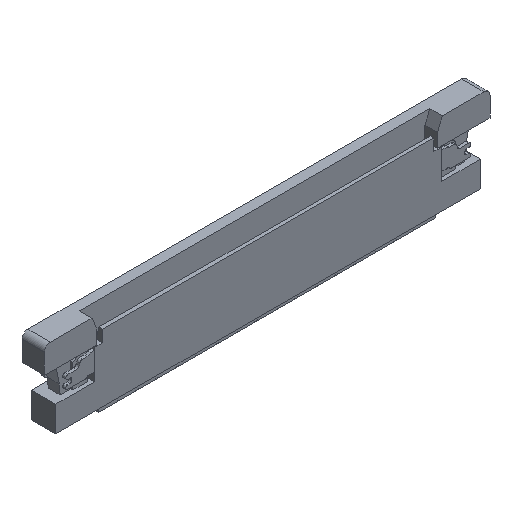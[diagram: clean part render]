
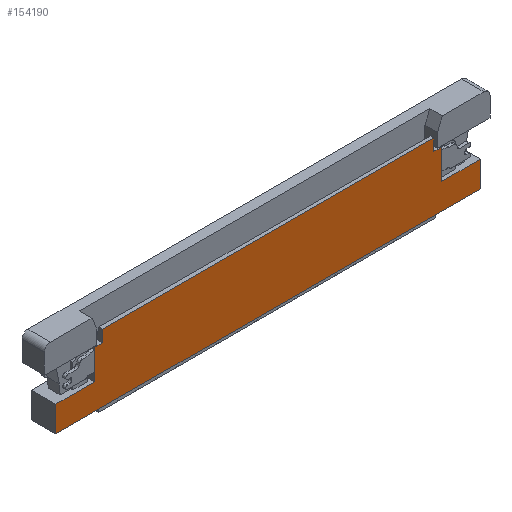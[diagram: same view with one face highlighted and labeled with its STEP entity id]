
A CAD part, isometric view. The second image highlights one B-rep face of the part: STEP entity #154190.
In plain terms, the highlighted planar face has unit normal (0, -1, 0).
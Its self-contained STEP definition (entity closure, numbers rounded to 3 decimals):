
#6140=CARTESIAN_POINT('',(-8.45,-0.61,5.));
#6150=VERTEX_POINT('',#6140);
#6320=CARTESIAN_POINT('',(-8.45,-0.61,6.3));
#6330=VERTEX_POINT('',#6320);
#6360=CARTESIAN_POINT('',(-8.45,-0.61,5.));
#6370=DIRECTION('',(0.,0.,1.));
#6380=VECTOR('',#6370,1.);
#6390=LINE('',#6360,#6380);
#6400=EDGE_CURVE('',#6150,#6330,#6390,.T.);
#6630=CARTESIAN_POINT('',(-6.5,-0.61,6.3));
#6640=VERTEX_POINT('',#6630);
#6670=CARTESIAN_POINT('',(-8.45,-0.61,6.3));
#6680=DIRECTION('',(1.,0.,0.));
#6690=VECTOR('',#6680,1.);
#6700=LINE('',#6670,#6690);
#6710=EDGE_CURVE('',#6330,#6640,#6700,.T.);
#7960=CARTESIAN_POINT('',(-6.5,-0.61,7.8));
#7970=VERTEX_POINT('',#7960);
#8000=CARTESIAN_POINT('',(-6.5,-0.61,7.8));
#8010=DIRECTION('',(0.,0.,-1.));
#8020=VECTOR('',#8010,1.);
#8030=LINE('',#8000,#8020);
#8040=CARTESIAN_POINT('',(-6.5,-0.61,7.682));
#8050=VERTEX_POINT('',#8040);
#8060=EDGE_CURVE('',#7970,#8050,#8030,.T.);
#8280=CARTESIAN_POINT('',(-6.5,-0.61,6.74));
#8290=VERTEX_POINT('',#8280);
#8320=EDGE_CURVE('',#8290,#6640,#8030,.T.);
#8710=CARTESIAN_POINT('',(-6.1,-0.61,7.8));
#8720=VERTEX_POINT('',#8710);
#8750=CARTESIAN_POINT('',(-6.5,-0.61,7.8));
#8760=DIRECTION('',(1.,0.,0.));
#8770=VECTOR('',#8760,1.);
#8780=LINE('',#8750,#8770);
#8790=EDGE_CURVE('',#7970,#8720,#8780,.T.);
#9020=CARTESIAN_POINT('',(-6.1,-0.61,8.4));
#9030=VERTEX_POINT('',#9020);
#9060=CARTESIAN_POINT('',(-6.1,-0.61,8.4));
#9070=DIRECTION('',(0.,0.,-1.));
#9080=VECTOR('',#9070,1.);
#9090=LINE('',#9060,#9080);
#9100=EDGE_CURVE('',#9030,#8720,#9090,.T.);
#48370=CARTESIAN_POINT('',(-6.5,-0.61,0.));
#48380=DIRECTION('',(0.,0.,1.));
#48390=VECTOR('',#48380,1.);
#48400=LINE('',#48370,#48390);
#48410=EDGE_CURVE('',#8290,#8050,#48400,.T.);
#141100=CARTESIAN_POINT('',(10.6,-0.61,8.4));
#141110=VERTEX_POINT('',#141100);
#141190=CARTESIAN_POINT('',(10.6,-0.61,7.8));
#141200=VERTEX_POINT('',#141190);
#141230=CARTESIAN_POINT('',(10.6,-0.61,7.8));
#141240=DIRECTION('',(0.,0.,1.));
#141250=VECTOR('',#141240,1.);
#141260=LINE('',#141230,#141250);
#141270=EDGE_CURVE('',#141200,#141110,#141260,.T.);
#153480=CARTESIAN_POINT('',(19.426,-0.61,11.004));
#153490=DIRECTION('',(0.,-1.,0.));
#153500=DIRECTION('',(1.,0.,0.));
#153510=AXIS2_PLACEMENT_3D('',#153480,#153490,#153500);
#153520=PLANE('',#153510);
#153530=ORIENTED_EDGE('',*,*,#141270,.T.);
#153540=CARTESIAN_POINT('',(10.6,-0.61,7.8));
#153550=DIRECTION('',(1.,0.,0.));
#153560=VECTOR('',#153550,1.);
#153570=LINE('',#153540,#153560);
#153580=CARTESIAN_POINT('',(11.,-0.61,7.8));
#153590=VERTEX_POINT('',#153580);
#153600=EDGE_CURVE('',#141200,#153590,#153570,.T.);
#153610=ORIENTED_EDGE('',*,*,#153600,.F.);
#153620=CARTESIAN_POINT('',(11.,-0.61,5.));
#153630=DIRECTION('',(0.,0.,1.));
#153640=VECTOR('',#153630,1.);
#153650=LINE('',#153620,#153640);
#153660=CARTESIAN_POINT('',(11.,-0.61,7.682));
#153670=VERTEX_POINT('',#153660);
#153680=EDGE_CURVE('',#153670,#153590,#153650,.T.);
#153690=ORIENTED_EDGE('',*,*,#153680,.T.);
#153700=CARTESIAN_POINT('',(11.,-0.61,0.));
#153710=DIRECTION('',(-0.,0.,-1.));
#153720=VECTOR('',#153710,1.);
#153730=LINE('',#153700,#153720);
#153740=CARTESIAN_POINT('',(11.,-0.61,6.74));
#153750=VERTEX_POINT('',#153740);
#153760=EDGE_CURVE('',#153670,#153750,#153730,.T.);
#153770=ORIENTED_EDGE('',*,*,#153760,.F.);
#153780=CARTESIAN_POINT('',(11.,-0.61,6.3));
#153790=VERTEX_POINT('',#153780);
#153800=EDGE_CURVE('',#153790,#153750,#153650,.T.);
#153810=ORIENTED_EDGE('',*,*,#153800,.T.);
#153820=CARTESIAN_POINT('',(11.,-0.61,6.3));
#153830=DIRECTION('',(1.,0.,0.));
#153840=VECTOR('',#153830,1.);
#153850=LINE('',#153820,#153840);
#153860=CARTESIAN_POINT('',(12.95,-0.61,6.3));
#153870=VERTEX_POINT('',#153860);
#153880=EDGE_CURVE('',#153790,#153870,#153850,.T.);
#153890=ORIENTED_EDGE('',*,*,#153880,.F.);
#153900=CARTESIAN_POINT('',(12.95,-0.61,6.3));
#153910=DIRECTION('',(0.,0.,-1.));
#153920=VECTOR('',#153910,1.);
#153930=LINE('',#153900,#153920);
#153940=CARTESIAN_POINT('',(12.95,-0.61,5.));
#153950=VERTEX_POINT('',#153940);
#153960=EDGE_CURVE('',#153870,#153950,#153930,.T.);
#153970=ORIENTED_EDGE('',*,*,#153960,.F.);
#153980=CARTESIAN_POINT('',(12.95,-0.61,5.));
#153990=DIRECTION('',(-1.,0.,0.));
#154000=VECTOR('',#153990,1.);
#154010=LINE('',#153980,#154000);
#154020=EDGE_CURVE('',#153950,#6150,#154010,.T.);
#154030=ORIENTED_EDGE('',*,*,#154020,.F.);
#154040=ORIENTED_EDGE('',*,*,#6400,.F.);
#154050=ORIENTED_EDGE('',*,*,#6710,.F.);
#154060=ORIENTED_EDGE('',*,*,#8320,.T.);
#154070=ORIENTED_EDGE('',*,*,#48410,.F.);
#154080=ORIENTED_EDGE('',*,*,#8060,.T.);
#154090=ORIENTED_EDGE('',*,*,#8790,.F.);
#154100=ORIENTED_EDGE('',*,*,#9100,.T.);
#154110=CARTESIAN_POINT('',(-12.1,-0.61,8.4));
#154120=DIRECTION('',(1.,0.,0.));
#154130=VECTOR('',#154120,1.);
#154140=LINE('',#154110,#154130);
#154150=EDGE_CURVE('',#9030,#141110,#154140,.T.);
#154160=ORIENTED_EDGE('',*,*,#154150,.F.);
#154170=EDGE_LOOP('',(#154160,#154100,#154090,#154080,#154070,#154060,
#154050,#154040,#154030,#153970,#153890,#153810,#153770,#153690,#153610,
#153530));
#154180=FACE_OUTER_BOUND('',#154170,.T.);
#154190=ADVANCED_FACE('',(#154180),#153520,.T.);
